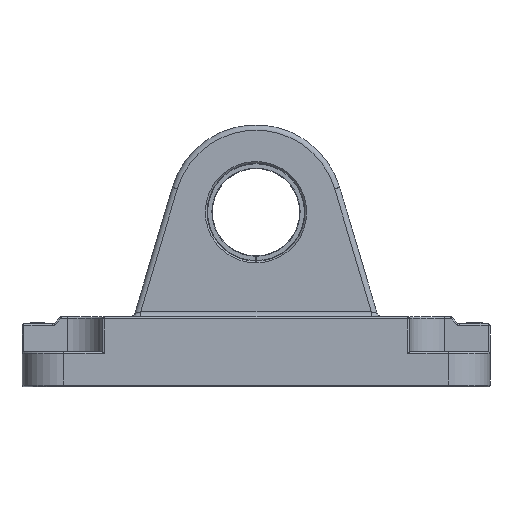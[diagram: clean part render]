
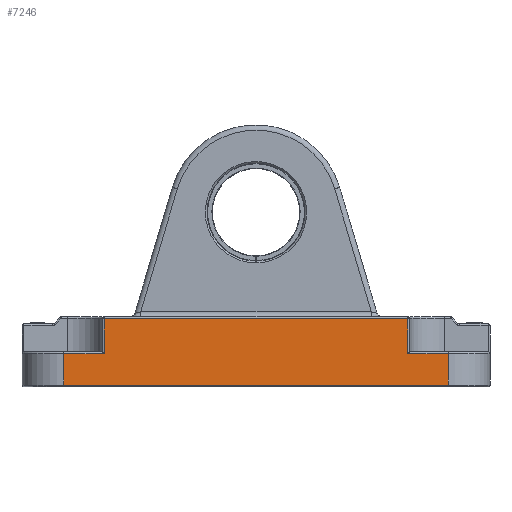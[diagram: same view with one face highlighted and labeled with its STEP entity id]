
A CAD part, left-side view. The second image highlights one B-rep face of the part: STEP entity #7246.
In plain terms, the highlighted planar face has unit normal (-1, 0, 0).
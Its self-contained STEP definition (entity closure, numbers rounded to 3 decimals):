
#4983=CARTESIAN_POINT('',(-67.,-55.0,0.5));
#4984=VERTEX_POINT('',#4983);
#5017=CARTESIAN_POINT('',(-67.,55.0,0.5));
#5018=VERTEX_POINT('',#5017);
#5035=CARTESIAN_POINT('',(-67.,-55.0,0.5));
#5036=DIRECTION('',(0.0,1.0,0.0));
#5037=VECTOR('',#5036,110.0);
#5038=LINE('',#5035,#5037);
#5039=EDGE_CURVE('',#4984,#5018,#5038,.T.);
#6085=CARTESIAN_POINT('',(-67.,-43.5,19.5));
#6086=VERTEX_POINT('',#6085);
#6217=CARTESIAN_POINT('',(-67.,43.5,19.5));
#6218=VERTEX_POINT('',#6217);
#6241=CARTESIAN_POINT('',(-67.,43.5,9.5));
#6242=VERTEX_POINT('',#6241);
#6243=CARTESIAN_POINT('',(-67.,43.5,9.5));
#6244=DIRECTION('',(0.0,0.0,1.0));
#6245=VECTOR('',#6244,10.0);
#6246=LINE('',#6243,#6245);
#6247=EDGE_CURVE('',#6242,#6218,#6246,.T.);
#6274=CARTESIAN_POINT('',(-67.,43.5,19.5));
#6275=DIRECTION('',(0.0,-1.0,0.0));
#6276=VECTOR('',#6275,87.);
#6277=LINE('',#6274,#6276);
#6278=EDGE_CURVE('',#6218,#6086,#6277,.T.);
#6546=CARTESIAN_POINT('',(-67.,55.0,9.5));
#6547=VERTEX_POINT('',#6546);
#6555=CARTESIAN_POINT('',(-67.,55.,9.5));
#6556=DIRECTION('',(0.0,-1.0,0.0));
#6557=VECTOR('',#6556,11.5);
#6558=LINE('',#6555,#6557);
#6559=EDGE_CURVE('',#6547,#6242,#6558,.T.);
#6641=CARTESIAN_POINT('',(-67.,-43.5,9.5));
#6642=VERTEX_POINT('',#6641);
#6643=CARTESIAN_POINT('',(-67.,-43.5,19.5));
#6644=DIRECTION('',(0.0,0.0,-1.0));
#6645=VECTOR('',#6644,10.);
#6646=LINE('',#6643,#6645);
#6647=EDGE_CURVE('',#6086,#6642,#6646,.T.);
#6781=CARTESIAN_POINT('',(-67.,-55.0,9.5));
#6782=VERTEX_POINT('',#6781);
#6813=CARTESIAN_POINT('',(-67.,-43.5,9.5));
#6814=DIRECTION('',(0.0,-1.0,0.0));
#6815=VECTOR('',#6814,11.5);
#6816=LINE('',#6813,#6815);
#6817=EDGE_CURVE('',#6642,#6782,#6816,.T.);
#7217=CARTESIAN_POINT('',(-67.,-55.0,0.5));
#7218=DIRECTION('',(0.0,0.0,1.0));
#7219=VECTOR('',#7218,9.);
#7220=LINE('',#7217,#7219);
#7221=EDGE_CURVE('',#4984,#6782,#7220,.T.);
#7226=CARTESIAN_POINT('',(-67.,-55.0,0.0));
#7227=DIRECTION('',(-1.0,0.0,0.0));
#7228=DIRECTION('',(0.0,0.0,1.0));
#7229=AXIS2_PLACEMENT_3D('',#7226,#7227,#7228);
#7230=PLANE('',#7229);
#7231=ORIENTED_EDGE('',*,*,#5039,.F.);
#7232=ORIENTED_EDGE('',*,*,#7221,.T.);
#7233=ORIENTED_EDGE('',*,*,#6817,.F.);
#7234=ORIENTED_EDGE('',*,*,#6647,.F.);
#7235=ORIENTED_EDGE('',*,*,#6278,.F.);
#7236=ORIENTED_EDGE('',*,*,#6247,.F.);
#7237=ORIENTED_EDGE('',*,*,#6559,.F.);
#7238=CARTESIAN_POINT('',(-67.,55.0,0.5));
#7239=DIRECTION('',(0.0,0.0,1.0));
#7240=VECTOR('',#7239,9.0);
#7241=LINE('',#7238,#7240);
#7242=EDGE_CURVE('',#5018,#6547,#7241,.T.);
#7243=ORIENTED_EDGE('',*,*,#7242,.F.);
#7244=EDGE_LOOP('',(#7231,#7232,#7233,#7234,#7235,#7236,#7237,#7243));
#7245=FACE_OUTER_BOUND('',#7244,.T.);
#7246=ADVANCED_FACE('',(#7245),#7230,.T.);
